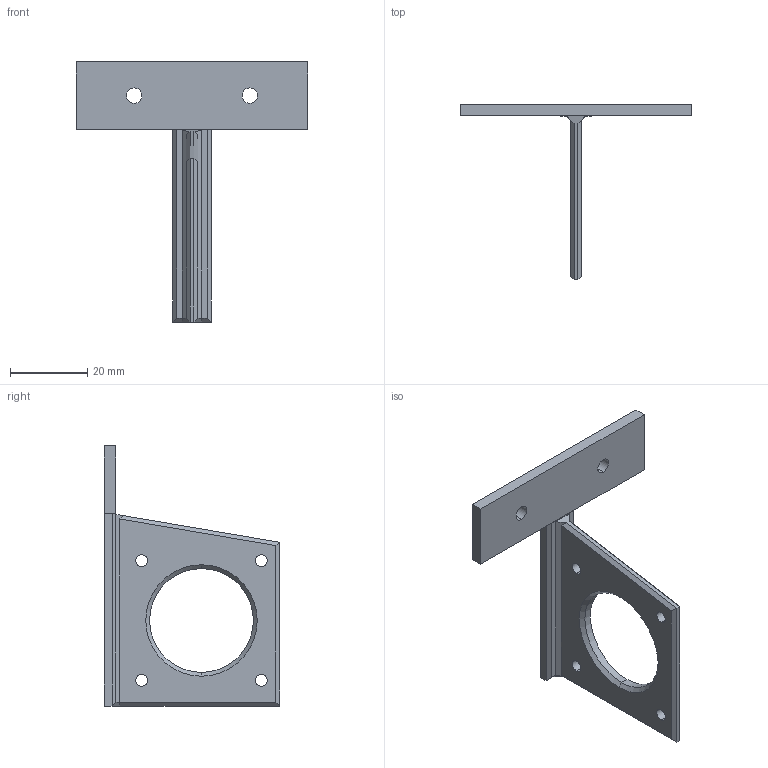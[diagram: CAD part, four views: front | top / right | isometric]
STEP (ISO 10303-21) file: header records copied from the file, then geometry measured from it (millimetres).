
FILE_DESCRIPTION (( 'STEP AP214' ), '1' );
FILE_NAME ('Bowden Support.STEP', '2023-01-16T21:33:54', ( '' ), ( '' ), 'SwSTEP 2.0', 'SolidWorks 2020', '' );
FILE_SCHEMA (( 'AUTOMOTIVE_DESIGN' ));
Length unit declared in the file: millimetre
Products named in the file (1): Bowden Support
Bounding box: 60 x 45.5 x 67.5 mm (x, y, z)
Volume: 8485.2 mm3; surface area: 6960.5 mm2
Topology: 2 solids, 2 shells, 46 faces, 114 edges, 72 vertices
Faces by surface type: plane 30, cylinder 14, cone 2
Entity records: 1423 total; most frequent: DIRECTION 238, CARTESIAN_POINT 233, ORIENTED_EDGE 228, EDGE_CURVE 114, VECTOR 84, LINE 84, AXIS2_PLACEMENT_3D 77, VERTEX_POINT 72
